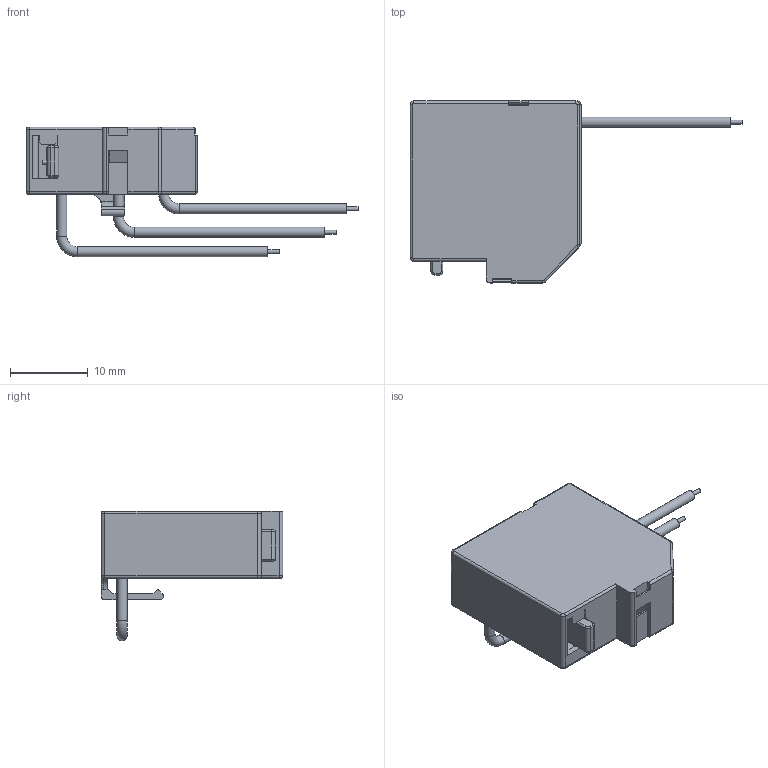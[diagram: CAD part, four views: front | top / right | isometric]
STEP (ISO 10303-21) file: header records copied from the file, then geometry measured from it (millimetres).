
FILE_DESCRIPTION(/* description */ (''),/* implementation_level */ '2;1');
FILE_NAME(/* name */ 'FILE_STP_CAD_DRAWING_3D_P5X1311E_prt.stp',/* time_stamp */ '2025-09-30T14:10:04+02:00',/* author */ (''),/* organization */ (''),/* preprocessor_version */ 'ST-DEVELOPER v20',/* originating_system */ 'SIEMENS PLM Software NX2406.8500',/* authorisation */ '');
FILE_SCHEMA (('AUTOMOTIVE_DESIGN { 1 0 10303 214 3 1 1 1 }'));
Length unit declared in the file: millimetre
Products named in the file (1): 3D_P5X1311E
Bounding box: 42.7 x 23.4 x 16.65 mm (x, y, z)
Surface area: 3256.8 mm2 (no closed solid volume)
Topology: 0 solids, 4 shells, 157 faces, 645 edges, 468 vertices
Faces by surface type: plane 84, cylinder 54, bspline 11, torus 8
Full cylindrical faces by diameter (mm): 0.5 x3, 1.3 x6, 2.35 x2
Entity records: 6814 total; most frequent: CARTESIAN_POINT 1504, DIRECTION 1077, ORIENTED_EDGE 988, EDGE_CURVE 628, LINE 469, VECTOR 469, VERTEX_POINT 464, AXIS2_PLACEMENT_3D 304
